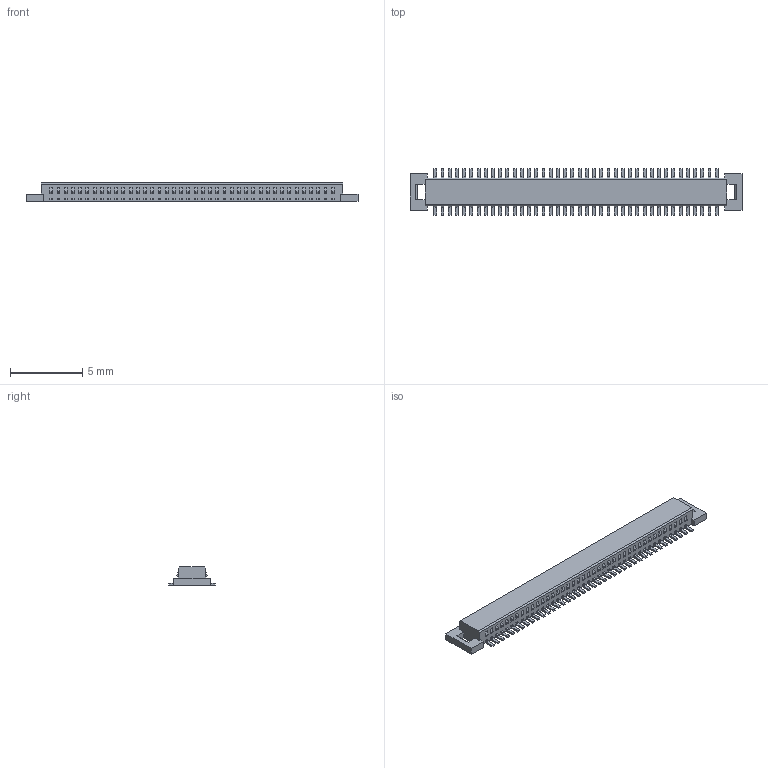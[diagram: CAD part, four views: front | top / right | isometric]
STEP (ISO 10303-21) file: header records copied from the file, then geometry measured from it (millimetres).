
FILE_DESCRIPTION(('CoCreate Modeling STEP Export'),'2;1');
FILE_NAME('BT0525H-80XXX.stp','2021-11-01T16:04:04',(''),(''),'CoCreate Modeling STEP processor for AP214 (Solid Model)','CoCreate Modeling 16.00 13-May-2008 (C) Parametric Technology GmbH','');
FILE_SCHEMA(('AUTOMOTIVE_DESIGN { 1 0 10303 214 1 1 1 1 }'));
Length unit declared in the file: millimetre
Products named in the file (3): BT0525H-80XXX; BT0525H-80
Assembly tree (2 placements, depth 2):
  BT0525H-80XXX
    BT0525H-80
    BT0525H-80XXX
Bounding box: 23 x 3.24 x 1.28 mm (x, y, z)
Volume: 55.1 mm3; surface area: 187.7 mm2
Topology: 1 solids, 1 shells, 1148 faces, 3284 edges, 2616 vertices
Faces by surface type: plane 1148
Entity records: 34763 total; most frequent: CARTESIAN_POINT 6409, ORIENTED_EDGE 5928, DIRECTION 5104, VECTOR 3122, LINE 3122, EDGE_CURVE 2964, VERTEX_POINT 1976, EDGE_LOOP 1310
